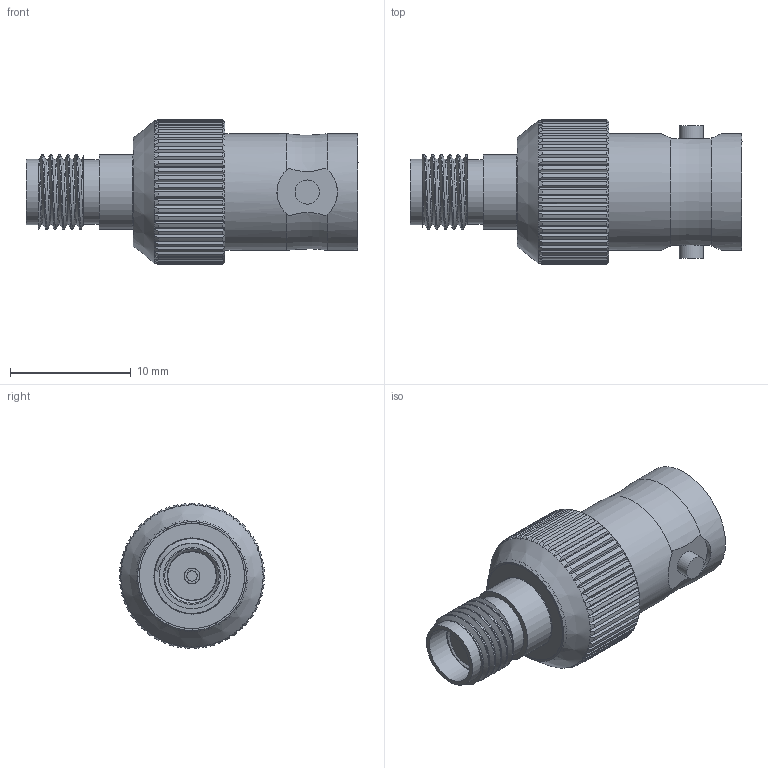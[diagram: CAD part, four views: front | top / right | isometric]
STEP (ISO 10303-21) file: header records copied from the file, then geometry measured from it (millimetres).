
FILE_DESCRIPTION(/* description */ ('Unknown'),/* implementation_level */ '2;1');
FILE_NAME(/* name */ '64403107111000',/* time_stamp */ '2023-07-27T11:51:29+02:00',/* author */ ('Unknown'),/* organization */ ('Unknown'),/* preprocessor_version */ 'ST-DEVELOPER v18.102',/* originating_system */ 'Unknown',/* authorisation */ ' ');
FILE_SCHEMA (('CONFIG_CONTROL_DESIGN'));
Length unit declared in the file: metre
Products named in the file (5): id3; 64403107111000_Pin; 64403107111000_insulator; 64403107111000_body; 64403107111000_body_2
Assembly tree (4 placements, depth 2):
  id3
    64403107111000_Pin
    64403107111000_insulator
    64403107111000_body
    64403107111000_body_2
Bounding box: 27.45 x 12 x 12 mm (x, y, z)
Volume: 1394 mm3; surface area: 2519.1 mm2
Topology: 4 solids, 4 shells, 588 faces, 1376 edges, 813 vertices
Faces by surface type: plane 331, cylinder 132, cone 119, torus 4, bspline 2
Full cylindrical faces by diameter (mm): 1.27 x1, 1.3 x1, 1.8 x1, 2 x2, 2.15 x1, 2.16 x2, 2.4 x1, 4 x1, 4.1 x1, 4.65 x1, 4.7 x1, 5.3 x1, 5.4 x1, 6.2 x1, 6.7 x1, 7 x2, 8.4 x1, 8.7 x1, 9.1 x1, 9.65 x2
Entity records: 18521 total; most frequent: CARTESIAN_POINT 5529, DIRECTION 2682, ORIENTED_EDGE 2668, EDGE_CURVE 1334, AXIS2_PLACEMENT_3D 1090, VERTEX_POINT 803, EDGE_LOOP 641, FACE_BOUND 641
